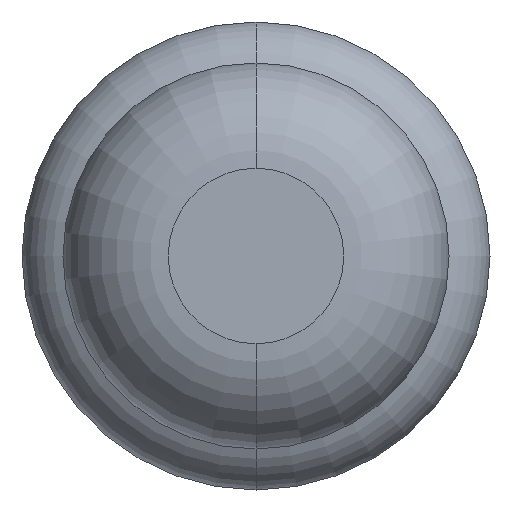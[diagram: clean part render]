
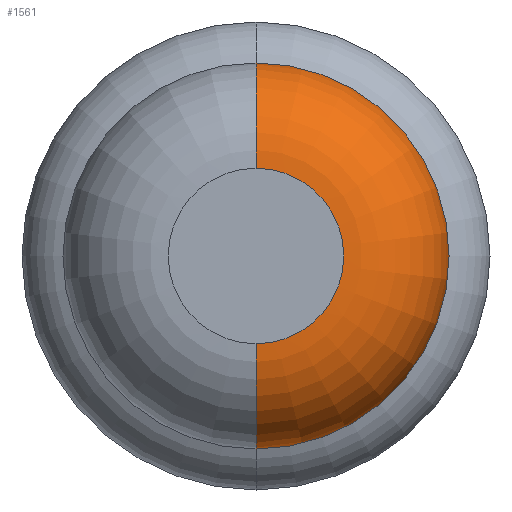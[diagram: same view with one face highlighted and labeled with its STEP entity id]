
A CAD part, front view. The second image highlights one B-rep face of the part: STEP entity #1561.
In plain terms, the highlighted toroidal (fillet/blend) face has major radius 0.375 mm and minor radius 0.45 mm.
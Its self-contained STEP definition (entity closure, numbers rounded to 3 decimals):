
#72 = CARTESIAN_POINT ( 'NONE',  ( 0., -23.55, -0.825 ) ) ;
#134 = DIRECTION ( 'NONE',  ( 0., 1., 0. ) ) ;
#310 = AXIS2_PLACEMENT_3D ( 'NONE', #2652, #3455, #474 ) ;
#454 = CARTESIAN_POINT ( 'NONE',  ( 0., -24., 0. ) ) ;
#474 = DIRECTION ( 'NONE',  ( 0., 0., 1. ) ) ;
#530 = VERTEX_POINT ( 'NONE', #2120 ) ;
#668 = ORIENTED_EDGE ( 'NONE', *, *, #3094, .F. ) ;
#694 = EDGE_CURVE ( 'Defeature ausgef�hrt1_6+Defeature ausgef�hrt1_5+Defeature ausgef�hrt1_5+Defeature ausgef�hrt1_5', #1102, #2997, #1293, .T. ) ;
#731 = DIRECTION ( 'NONE',  ( 0., 0., 1. ) ) ;
#807 = DIRECTION ( 'NONE',  ( 1., 0., 0. ) ) ;
#1102 = VERTEX_POINT ( 'NONE', #2463 ) ;
#1188 = DIRECTION ( 'NONE',  ( -1., 0., 0. ) ) ;
#1293 = CIRCLE ( 'NONE', #1646, 0.375 ) ;
#1356 = CARTESIAN_POINT ( 'NONE',  ( 0., -23.55, 0. ) ) ;
#1472 = AXIS2_PLACEMENT_3D ( 'NONE', #2291, #807, #3190 ) ;
#1479 = VERTEX_POINT ( 'NONE', #72 ) ;
#1503 = DIRECTION ( 'NONE',  ( 0., 0., 1. ) ) ;
#1561 = ADVANCED_FACE ( 'Defeature ausgef�hrt1_6', ( #3826 ), #2171, .T. ) ;
#1565 = CIRCLE ( 'NONE', #310, 0.825 ) ;
#1616 = CIRCLE ( 'NONE', #3057, 0.45 ) ;
#1646 = AXIS2_PLACEMENT_3D ( 'NONE', #454, #134, #1921 ) ;
#1754 = CARTESIAN_POINT ( 'NONE',  ( 0., -24., -0.375 ) ) ;
#1921 = DIRECTION ( 'NONE',  ( 0., 0., 1. ) ) ;
#2026 = CIRCLE ( 'NONE', #1472, 0.45 ) ;
#2072 = CARTESIAN_POINT ( 'NONE',  ( 0., -23.55, 0.375 ) ) ;
#2120 = CARTESIAN_POINT ( 'NONE',  ( 0., -23.55, 0.825 ) ) ;
#2171 = TOROIDAL_SURFACE ( 'NONE', #3103, 0.375, 0.45 ) ;
#2243 = DIRECTION ( 'NONE',  ( 0., 1., 0. ) ) ;
#2291 = CARTESIAN_POINT ( 'NONE',  ( 0., -23.55, -0.375 ) ) ;
#2463 = CARTESIAN_POINT ( 'NONE',  ( 0., -24., 0.375 ) ) ;
#2490 = ORIENTED_EDGE ( 'NONE', *, *, #694, .T. ) ;
#2652 = CARTESIAN_POINT ( 'NONE',  ( 0., -23.55, 0. ) ) ;
#2671 = ORIENTED_EDGE ( 'NONE', *, *, #3296, .F. ) ;
#2997 = VERTEX_POINT ( 'NONE', #1754 ) ;
#3002 = EDGE_CURVE ( 'NONE', #2997, #1479, #2026, .T. ) ;
#3057 = AXIS2_PLACEMENT_3D ( 'NONE', #2072, #1188, #1503 ) ;
#3094 = EDGE_CURVE ( 'Defeature ausgef�hrt1_7+Defeature ausgef�hrt1_6+Defeature ausgef�hrt1_6+Defeature ausgef�hrt1_6', #530, #1479, #1565, .T. ) ;
#3103 = AXIS2_PLACEMENT_3D ( 'NONE', #1356, #2243, #731 ) ;
#3190 = DIRECTION ( 'NONE',  ( 0., 0., -1. ) ) ;
#3296 = EDGE_CURVE ( 'NONE', #1102, #530, #1616, .T. ) ;
#3360 = EDGE_LOOP ( 'NONE', ( #2490, #3652, #668, #2671 ) ) ;
#3455 = DIRECTION ( 'NONE',  ( 0., 1., 0. ) ) ;
#3652 = ORIENTED_EDGE ( 'NONE', *, *, #3002, .T. ) ;
#3826 = FACE_OUTER_BOUND ( 'NONE', #3360, .T. ) ;
